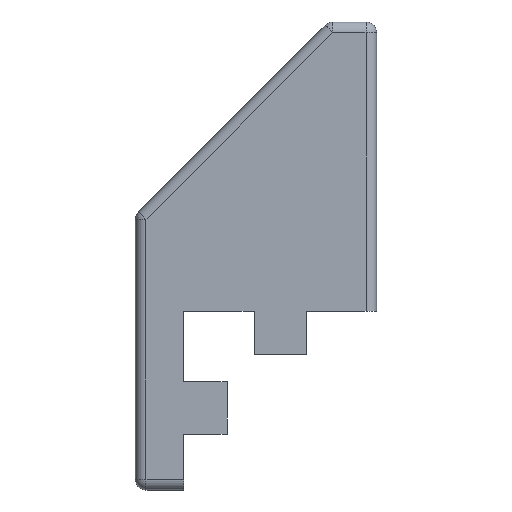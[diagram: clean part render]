
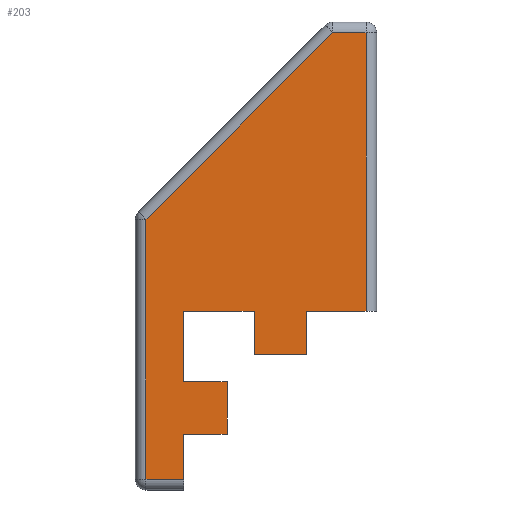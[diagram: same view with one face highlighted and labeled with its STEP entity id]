
A CAD part, left-side view. The second image highlights one B-rep face of the part: STEP entity #203.
In plain terms, the highlighted planar face has unit normal (-1, 0, 0).
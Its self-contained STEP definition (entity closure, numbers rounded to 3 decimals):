
#2 = CARTESIAN_POINT ( 'NONE',  ( 123., -2.7, 10. ) ) ;
#26 = ORIENTED_EDGE ( 'NONE', *, *, #1609, .T. ) ;
#55 = CARTESIAN_POINT ( 'NONE',  ( 123., 2.7, 10. ) ) ;
#78 = VERTEX_POINT ( 'NONE', #2 ) ;
#113 = VERTEX_POINT ( 'NONE', #193 ) ;
#161 = LINE ( 'NONE', #1527, #1100 ) ;
#185 = CARTESIAN_POINT ( 'NONE',  ( 123., 2.7, 5.5 ) ) ;
#190 = LINE ( 'NONE', #646, #1194 ) ;
#193 = CARTESIAN_POINT ( 'NONE',  ( 123., 10., -7.4 ) ) ;
#194 = EDGE_CURVE ( 'NONE', #2741, #536, #271, .T. ) ;
#203 = ADVANCED_FACE ( 'NONE', ( #1870 ), #2782, .F. ) ;
#217 = CARTESIAN_POINT ( 'NONE',  ( 123., -8.9, 10. ) ) ;
#259 = DIRECTION ( 'NONE',  ( 0., -1., 0. ) ) ;
#271 = LINE ( 'NONE', #971, #316 ) ;
#301 = LINE ( 'NONE', #2566, #433 ) ;
#309 = LINE ( 'NONE', #1214, #2150 ) ;
#316 = VECTOR ( 'NONE', #537, 1000. ) ;
#363 = EDGE_CURVE ( 'NONE', #78, #852, #563, .T. ) ;
#378 = DIRECTION ( 'NONE',  ( 0., -1., 0. ) ) ;
#389 = VECTOR ( 'NONE', #1566, 1000. ) ;
#433 = VECTOR ( 'NONE', #259, 1000. ) ;
#439 = ORIENTED_EDGE ( 'NONE', *, *, #363, .T. ) ;
#440 = CARTESIAN_POINT ( 'NONE',  ( 123., 13.9, -7.4 ) ) ;
#456 = ORIENTED_EDGE ( 'NONE', *, *, #1569, .T. ) ;
#496 = DIRECTION ( 'NONE',  ( 0., 1., 0. ) ) ;
#509 = DIRECTION ( 'NONE',  ( 1., 0., 0. ) ) ;
#536 = VERTEX_POINT ( 'NONE', #440 ) ;
#537 = DIRECTION ( 'NONE',  ( 0., 0., -1. ) ) ;
#554 = ORIENTED_EDGE ( 'NONE', *, *, #697, .T. ) ;
#563 = LINE ( 'NONE', #1717, #1212 ) ;
#570 = VERTEX_POINT ( 'NONE', #2762 ) ;
#575 = VECTOR ( 'NONE', #2636, 1000. ) ;
#580 = VECTOR ( 'NONE', #378, 1000. ) ;
#599 = VERTEX_POINT ( 'NONE', #690 ) ;
#641 = LINE ( 'NONE', #1752, #1944 ) ;
#644 = ORIENTED_EDGE ( 'NONE', *, *, #844, .T. ) ;
#646 = CARTESIAN_POINT ( 'NONE',  ( 123., 10., 2.7 ) ) ;
#690 = CARTESIAN_POINT ( 'NONE',  ( 123., -5.456, 38.9 ) ) ;
#694 = CARTESIAN_POINT ( 'NONE',  ( 123., 10., -2.7 ) ) ;
#695 = VERTEX_POINT ( 'NONE', #2862 ) ;
#697 = EDGE_CURVE ( 'NONE', #966, #1248, #1917, .T. ) ;
#712 = VECTOR ( 'NONE', #1767, 1000. ) ;
#723 = ORIENTED_EDGE ( 'NONE', *, *, #194, .T. ) ;
#773 = EDGE_CURVE ( 'NONE', #2809, #966, #309, .T. ) ;
#785 = LINE ( 'NONE', #1692, #2586 ) ;
#791 = CARTESIAN_POINT ( 'NONE',  ( 123., 2.7, 5.5 ) ) ;
#821 = CARTESIAN_POINT ( 'NONE',  ( 123., 10., 2.7 ) ) ;
#844 = EDGE_CURVE ( 'NONE', #2585, #952, #1551, .T. ) ;
#852 = VERTEX_POINT ( 'NONE', #217 ) ;
#859 = VECTOR ( 'NONE', #1435, 1000. ) ;
#864 = EDGE_CURVE ( 'NONE', #599, #2741, #641, .T. ) ;
#869 = VERTEX_POINT ( 'NONE', #2008 ) ;
#890 = CARTESIAN_POINT ( 'NONE',  ( 123., 0., 38.9 ) ) ;
#923 = EDGE_CURVE ( 'NONE', #1248, #570, #2459, .T. ) ;
#952 = VERTEX_POINT ( 'NONE', #2887 ) ;
#966 = VERTEX_POINT ( 'NONE', #55 ) ;
#971 = CARTESIAN_POINT ( 'NONE',  ( 123., 13.9, 0. ) ) ;
#986 = CARTESIAN_POINT ( 'NONE',  ( 123., -8.9, 0. ) ) ;
#1007 = ORIENTED_EDGE ( 'NONE', *, *, #2847, .T. ) ;
#1031 = ORIENTED_EDGE ( 'NONE', *, *, #864, .T. ) ;
#1036 = CARTESIAN_POINT ( 'NONE',  ( 123., 13.9, 19.544 ) ) ;
#1039 = DIRECTION ( 'NONE',  ( 0., -1., 0. ) ) ;
#1057 = ORIENTED_EDGE ( 'NONE', *, *, #1648, .T. ) ;
#1086 = CARTESIAN_POINT ( 'NONE',  ( 123., 2.7, 5.5 ) ) ;
#1094 = VECTOR ( 'NONE', #496, 1000. ) ;
#1100 = VECTOR ( 'NONE', #2919, 1000. ) ;
#1194 = VECTOR ( 'NONE', #2069, 1000. ) ;
#1212 = VECTOR ( 'NONE', #1039, 1000. ) ;
#1214 = CARTESIAN_POINT ( 'NONE',  ( 123., 10., 10. ) ) ;
#1248 = VERTEX_POINT ( 'NONE', #1086 ) ;
#1259 = EDGE_LOOP ( 'NONE', ( #439, #1640, #1057, #1031, #723, #1905, #26, #1846, #644, #456, #1869, #1567, #554, #2218, #1007 ) ) ;
#1276 = DIRECTION ( 'NONE',  ( 0., 0., 1. ) ) ;
#1345 = LINE ( 'NONE', #890, #1094 ) ;
#1405 = DIRECTION ( 'NONE',  ( 0., 0., -1. ) ) ;
#1435 = DIRECTION ( 'NONE',  ( 0., 0., 1. ) ) ;
#1501 = VERTEX_POINT ( 'NONE', #2891 ) ;
#1513 = VECTOR ( 'NONE', #1276, 1000. ) ;
#1527 = CARTESIAN_POINT ( 'NONE',  ( 123., -2.7, 5.5 ) ) ;
#1551 = LINE ( 'NONE', #2916, #712 ) ;
#1566 = DIRECTION ( 'NONE',  ( 0., 0., 1. ) ) ;
#1567 = ORIENTED_EDGE ( 'NONE', *, *, #773, .T. ) ;
#1569 = EDGE_CURVE ( 'NONE', #952, #869, #190, .T. ) ;
#1609 = EDGE_CURVE ( 'NONE', #113, #1501, #2740, .T. ) ;
#1640 = ORIENTED_EDGE ( 'NONE', *, *, #2308, .T. ) ;
#1648 = EDGE_CURVE ( 'NONE', #695, #599, #1345, .T. ) ;
#1692 = CARTESIAN_POINT ( 'NONE',  ( 123., 0., -7.4 ) ) ;
#1717 = CARTESIAN_POINT ( 'NONE',  ( 123., -2.7, 10. ) ) ;
#1752 = CARTESIAN_POINT ( 'NONE',  ( 123., 16.722, 16.722 ) ) ;
#1767 = DIRECTION ( 'NONE',  ( 0., 0., 1. ) ) ;
#1824 = AXIS2_PLACEMENT_3D ( 'NONE', #1883, #509, #1405 ) ;
#1846 = ORIENTED_EDGE ( 'NONE', *, *, #2363, .T. ) ;
#1869 = ORIENTED_EDGE ( 'NONE', *, *, #2028, .T. ) ;
#1870 = FACE_OUTER_BOUND ( 'NONE', #1259, .T. ) ;
#1871 = LINE ( 'NONE', #986, #859 ) ;
#1883 = CARTESIAN_POINT ( 'NONE',  ( 123., 0., 0. ) ) ;
#1905 = ORIENTED_EDGE ( 'NONE', *, *, #2466, .T. ) ;
#1917 = LINE ( 'NONE', #791, #575 ) ;
#1939 = DIRECTION ( 'NONE',  ( 0., -1., 0. ) ) ;
#1944 = VECTOR ( 'NONE', #2931, 1000. ) ;
#2008 = CARTESIAN_POINT ( 'NONE',  ( 123., 10., 2.7 ) ) ;
#2028 = EDGE_CURVE ( 'NONE', #869, #2809, #2216, .T. ) ;
#2069 = DIRECTION ( 'NONE',  ( 0., 1., 0. ) ) ;
#2125 = DIRECTION ( 'NONE',  ( 0., -1., 0. ) ) ;
#2150 = VECTOR ( 'NONE', #2125, 1000. ) ;
#2216 = LINE ( 'NONE', #821, #1513 ) ;
#2218 = ORIENTED_EDGE ( 'NONE', *, *, #923, .T. ) ;
#2255 = CARTESIAN_POINT ( 'NONE',  ( 123., 5.5, -2.7 ) ) ;
#2308 = EDGE_CURVE ( 'NONE', #852, #695, #1871, .T. ) ;
#2363 = EDGE_CURVE ( 'NONE', #1501, #2585, #301, .T. ) ;
#2459 = LINE ( 'NONE', #185, #580 ) ;
#2466 = EDGE_CURVE ( 'NONE', #536, #113, #785, .T. ) ;
#2566 = CARTESIAN_POINT ( 'NONE',  ( 123., 10., -2.7 ) ) ;
#2585 = VERTEX_POINT ( 'NONE', #2255 ) ;
#2586 = VECTOR ( 'NONE', #1939, 1000. ) ;
#2636 = DIRECTION ( 'NONE',  ( 0., 0., -1. ) ) ;
#2740 = LINE ( 'NONE', #694, #389 ) ;
#2741 = VERTEX_POINT ( 'NONE', #1036 ) ;
#2762 = CARTESIAN_POINT ( 'NONE',  ( 123., -2.7, 5.5 ) ) ;
#2782 = PLANE ( 'NONE',  #1824 ) ;
#2809 = VERTEX_POINT ( 'NONE', #2864 ) ;
#2847 = EDGE_CURVE ( 'NONE', #570, #78, #161, .T. ) ;
#2862 = CARTESIAN_POINT ( 'NONE',  ( 123., -8.9, 38.9 ) ) ;
#2864 = CARTESIAN_POINT ( 'NONE',  ( 123., 10., 10. ) ) ;
#2887 = CARTESIAN_POINT ( 'NONE',  ( 123., 5.5, 2.7 ) ) ;
#2891 = CARTESIAN_POINT ( 'NONE',  ( 123., 10., -2.7 ) ) ;
#2916 = CARTESIAN_POINT ( 'NONE',  ( 123., 5.5, -2.7 ) ) ;
#2919 = DIRECTION ( 'NONE',  ( 0., 0., 1. ) ) ;
#2931 = DIRECTION ( 'NONE',  ( 0., 0.707, -0.707 ) ) ;
